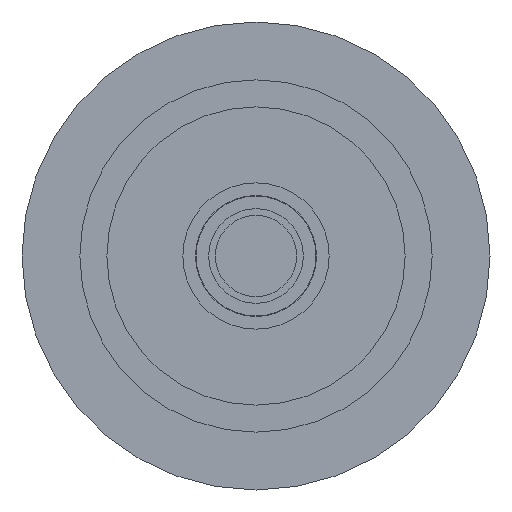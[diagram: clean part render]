
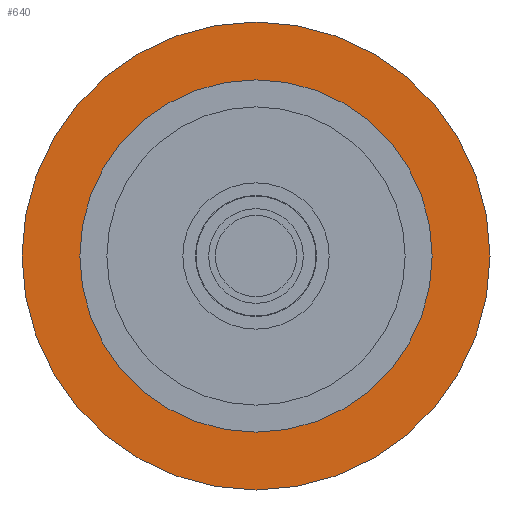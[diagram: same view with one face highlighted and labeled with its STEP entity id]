
A CAD part, front view. The second image highlights one B-rep face of the part: STEP entity #640.
In plain terms, the highlighted planar face has unit normal (0, -1, 0).
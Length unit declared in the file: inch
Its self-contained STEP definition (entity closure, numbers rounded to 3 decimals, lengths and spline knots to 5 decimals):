
#49 = AXIS2_PLACEMENT_3D ( 'NONE', #1918, #1919, #1917 ) ;
#189 = AXIS2_PLACEMENT_3D ( 'NONE', #1803, #1804, #1805 ) ;
#191 = AXIS2_PLACEMENT_3D ( 'NONE', #1813, #1814, #1815 ) ;
#205 = AXIS2_PLACEMENT_3D ( 'NONE', #1171, #1172, #1173 ) ;
#424 = AXIS2_PLACEMENT_3D ( 'NONE', #444, #445, #446 ) ;
#444 = CARTESIAN_POINT ( 'NONE',  ( 0., -0.1, 0. ) ) ;
#445 = DIRECTION ( 'NONE',  ( 0., 1., 0. ) ) ;
#446 = DIRECTION ( 'NONE',  ( 1., 0., 0. ) ) ;
#640 = ADVANCED_FACE ( 'NONE', ( #930, #926 ), #1923, .T. ) ;
#721 = CIRCLE ( 'NONE', #191, 1.0825 ) ;
#729 = CIRCLE ( 'NONE', #189, 0.815 ) ;
#751 = CIRCLE ( 'NONE', #424, 0.815 ) ;
#926 = FACE_OUTER_BOUND ( 'NONE', #1468, .T. ) ;
#930 = FACE_BOUND ( 'NONE', #1475, .T. ) ;
#1171 = CARTESIAN_POINT ( 'NONE',  ( 0., -0.1, 0. ) ) ;
#1172 = DIRECTION ( 'NONE',  ( 0., 1., 0. ) ) ;
#1173 = DIRECTION ( 'NONE',  ( 1., 0., 0. ) ) ;
#1236 = CARTESIAN_POINT ( 'NONE',  ( 1.0825, -0.1, 0. ) ) ;
#1239 = CARTESIAN_POINT ( 'NONE',  ( -1.0825, -0.1, 0. ) ) ;
#1249 = CARTESIAN_POINT ( 'NONE',  ( 0.815, -0.1, 0. ) ) ;
#1253 = CARTESIAN_POINT ( 'NONE',  ( -0.815, -0.1, 0. ) ) ;
#1317 = CIRCLE ( 'NONE', #205, 1.0825 ) ;
#1468 = EDGE_LOOP ( 'NONE', ( #2060, #2061 ) ) ;
#1475 = EDGE_LOOP ( 'NONE', ( #2058, #2059 ) ) ;
#1660 = EDGE_CURVE ( 'NONE', #2004, #2008, #751, .T. ) ;
#1682 = EDGE_CURVE ( 'NONE', #2008, #2004, #729, .T. ) ;
#1686 = EDGE_CURVE ( 'NONE', #1991, #1994, #721, .T. ) ;
#1708 = EDGE_CURVE ( 'NONE', #1994, #1991, #1317, .T. ) ;
#1803 = CARTESIAN_POINT ( 'NONE',  ( 0., -0.1, 0. ) ) ;
#1804 = DIRECTION ( 'NONE',  ( 0., 1., 0. ) ) ;
#1805 = DIRECTION ( 'NONE',  ( 1., 0., 0. ) ) ;
#1813 = CARTESIAN_POINT ( 'NONE',  ( 0., -0.1, 0. ) ) ;
#1814 = DIRECTION ( 'NONE',  ( 0., 1., 0. ) ) ;
#1815 = DIRECTION ( 'NONE',  ( 1., 0., 0. ) ) ;
#1917 = DIRECTION ( 'NONE',  ( -1., 0., 0. ) ) ;
#1918 = CARTESIAN_POINT ( 'NONE',  ( 0., -0.1, 0. ) ) ;
#1919 = DIRECTION ( 'NONE',  ( 0., -1., 0. ) ) ;
#1923 = PLANE ( 'NONE',  #49 ) ;
#1991 = VERTEX_POINT ( 'NONE', #1236 ) ;
#1994 = VERTEX_POINT ( 'NONE', #1239 ) ;
#2004 = VERTEX_POINT ( 'NONE', #1249 ) ;
#2008 = VERTEX_POINT ( 'NONE', #1253 ) ;
#2058 = ORIENTED_EDGE ( 'NONE', *, *, #1660, .T. ) ;
#2059 = ORIENTED_EDGE ( 'NONE', *, *, #1682, .T. ) ;
#2060 = ORIENTED_EDGE ( 'NONE', *, *, #1686, .F. ) ;
#2061 = ORIENTED_EDGE ( 'NONE', *, *, #1708, .F. ) ;
